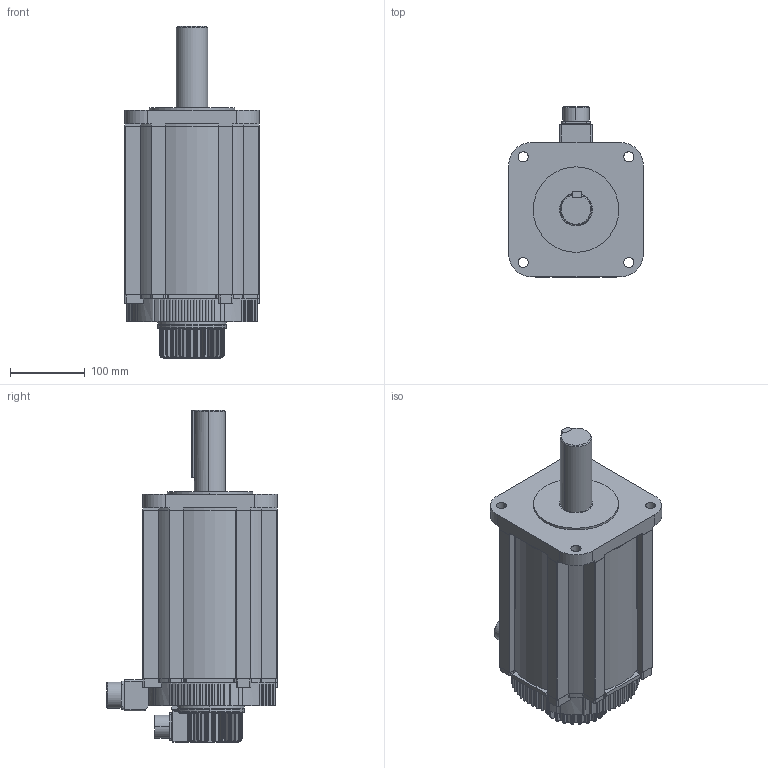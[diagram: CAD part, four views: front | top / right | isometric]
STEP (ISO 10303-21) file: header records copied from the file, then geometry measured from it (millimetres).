
FILE_DESCRIPTION (( 'STEP AP214' ), '1' );
FILE_NAME ('ISMH3-75C15CD-U231Z.STEP', '2017-06-29T06:57:34', ( 'inovance' ), ( '' ), 'SwSTEP 2.0', 'SolidWorks 2016', '' );
FILE_SCHEMA (( 'AUTOMOTIVE_DESIGN' ));
Length unit declared in the file: millimetre
Products named in the file (1): ISMH3-75C15CD-U231Z
Bounding box: 180 x 228 x 444.3 mm (x, y, z)
Volume: 7923973.3 mm3; surface area: 496467.3 mm2
Topology: 17 solids, 17 shells, 1176 faces, 3034 edges, 1872 vertices
Faces by surface type: cylinder 583, plane 312, torus 188, sphere 77, cone 11, bspline 5
Entity records: 49090 total; most frequent: DIRECTION 6763, CARTESIAN_POINT 6752, ORIENTED_EDGE 5818, EDGE_CURVE 2909, AXIS2_PLACEMENT_3D 2703, VERTEX_POINT 1803, CIRCLE 1531, LINE 1357
